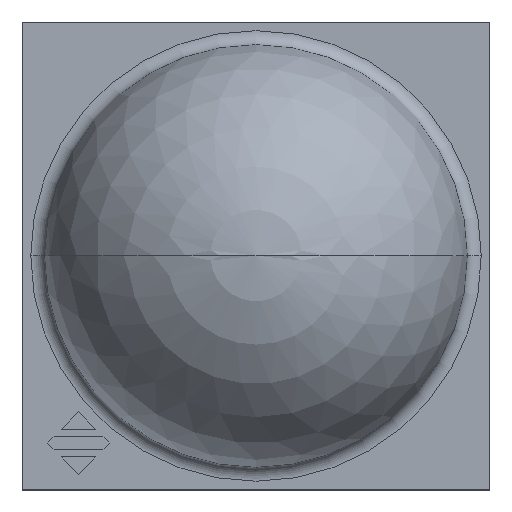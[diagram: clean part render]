
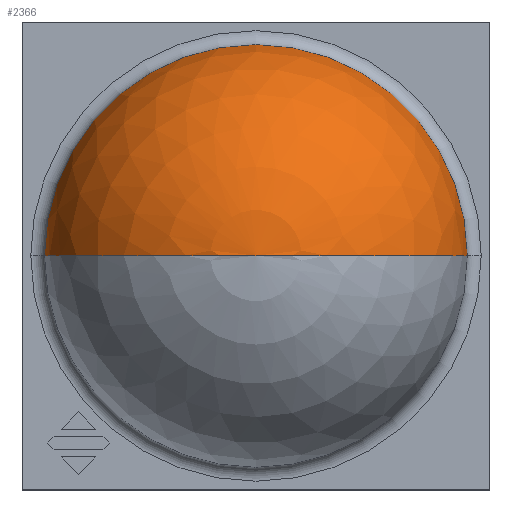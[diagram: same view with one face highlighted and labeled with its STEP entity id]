
A CAD part, top view. The second image highlights one B-rep face of the part: STEP entity #2366.
In plain terms, the highlighted spherical face has radius 2.26 mm.
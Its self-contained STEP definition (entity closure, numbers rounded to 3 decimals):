
#2022=CARTESIAN_POINT('',(0.,0.142,0.));
#2023=DIRECTION('',(0.,-1.,0.));
#2024=DIRECTION('',(-1.,0.,0.));
#2025=AXIS2_PLACEMENT_3D('',#2022,#2023,#2024);
#2027=CARTESIAN_POINT('',(0.,0.029,0.));
#2028=DIRECTION('',(0.,0.,1.));
#2029=DIRECTION('',(0.999,0.05,0.));
#2030=AXIS2_PLACEMENT_3D('',#2027,#2028,#2029);
#2032=CARTESIAN_POINT('',(0.,0.029,0.));
#2033=DIRECTION('',(0.,0.,-1.));
#2034=DIRECTION('',(-0.999,0.05,0.));
#2035=AXIS2_PLACEMENT_3D('',#2032,#2033,#2034);
#2255=CARTESIAN_POINT('',(-2.257,0.142,0.));
#2256=CARTESIAN_POINT('',(2.257,0.142,0.));
#2257=VERTEX_POINT('',#2255);
#2258=VERTEX_POINT('',#2256);
#2263=CARTESIAN_POINT('',(0.,2.289,0.));
#2264=VERTEX_POINT('',#2263);
#2356=CARTESIAN_POINT('',(0.,0.029,0.));
#2357=DIRECTION('',(0.,-1.,0.));
#2358=DIRECTION('',(-1.,0.,0.));
#2359=AXIS2_PLACEMENT_3D('',#2356,#2357,#2358);
#2360=SPHERICAL_SURFACE('',#2359,2.26);
#2361=ORIENTED_EDGE('',*,*,#2347,.T.);
#2362=ORIENTED_EDGE('',*,*,#2322,.T.);
#2363=ORIENTED_EDGE('',*,*,#2320,.F.);
#2364=EDGE_LOOP('',(#2361,#2362,#2363));
#2365=FACE_OUTER_BOUND('',#2364,.F.);
#2366=ADVANCED_FACE('',(#2365),#2360,.T.);
#2026=CIRCLE('',#2025,2.257);
#2031=CIRCLE('',#2030,2.26);
#2036=CIRCLE('',#2035,2.26);
#2320=EDGE_CURVE('',#2257,#2264,#2036,.T.);
#2322=EDGE_CURVE('',#2258,#2264,#2031,.T.);
#2347=EDGE_CURVE('',#2257,#2258,#2026,.T.);
